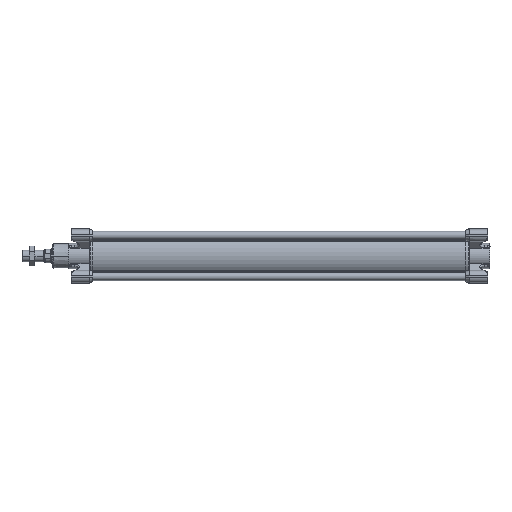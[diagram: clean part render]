
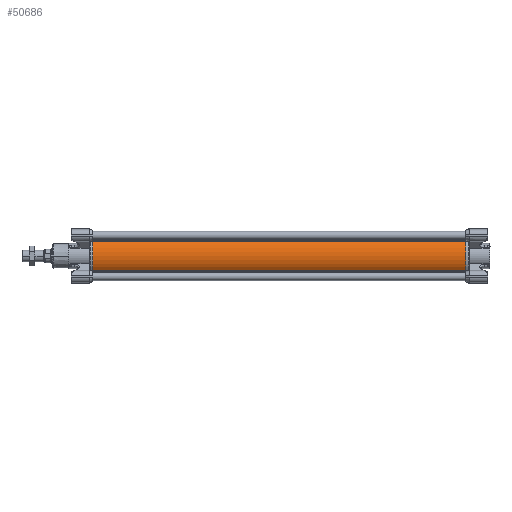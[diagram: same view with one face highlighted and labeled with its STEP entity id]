
A CAD part, left-side view. The second image highlights one B-rep face of the part: STEP entity #50686.
In plain terms, the highlighted cylindrical face has radius 42.5 mm (diameter 85 mm), a partial arc.
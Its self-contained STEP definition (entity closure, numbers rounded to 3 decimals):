
#597 = ORIENTED_EDGE ( 'NONE', *, *, #100414, .F. ) ;
#919 = ORIENTED_EDGE ( 'NONE', *, *, #127708, .T. ) ;
#3399 = LINE ( 'NONE', #25869, #9384 ) ;
#3731 = CARTESIAN_POINT ( 'NONE',  ( -34.081, 690., -25.391 ) ) ;
#9384 = VECTOR ( 'NONE', #53908, 1000. ) ;
#15681 = DIRECTION ( 'NONE',  ( 0., 0., -1. ) ) ;
#16714 = AXIS2_PLACEMENT_3D ( 'NONE', #104281, #139928, #15681 ) ;
#20498 = VERTEX_POINT ( 'NONE', #49949 ) ;
#25869 = CARTESIAN_POINT ( 'NONE',  ( -34.081, 638., 25.391 ) ) ;
#28903 = DIRECTION ( 'NONE',  ( 0., 0., 1. ) ) ;
#31767 = VERTEX_POINT ( 'NONE', #3731 ) ;
#32546 = VERTEX_POINT ( 'NONE', #71183 ) ;
#35538 = ORIENTED_EDGE ( 'NONE', *, *, #110902, .T. ) ;
#40057 = DIRECTION ( 'NONE',  ( 0., -1., 0. ) ) ;
#48410 = CIRCLE ( 'NONE', #16714, 42.5 ) ;
#49810 = VERTEX_POINT ( 'NONE', #63395 ) ;
#49949 = CARTESIAN_POINT ( 'NONE',  ( -34.081, 38., -25.391 ) ) ;
#50686 = ADVANCED_FACE ( 'NONE', ( #69380 ), #144735, .T. ) ;
#53577 = AXIS2_PLACEMENT_3D ( 'NONE', #54513, #81780, #28903 ) ;
#53908 = DIRECTION ( 'NONE',  ( 0., 1., 0. ) ) ;
#54513 = CARTESIAN_POINT ( 'NONE',  ( 0., 638., 0. ) ) ;
#60384 = EDGE_CURVE ( 'NONE', #32546, #20498, #48410, .T. ) ;
#63395 = CARTESIAN_POINT ( 'NONE',  ( -34.081, 690., 25.391 ) ) ;
#69380 = FACE_OUTER_BOUND ( 'NONE', #70846, .T. ) ;
#70846 = EDGE_LOOP ( 'NONE', ( #919, #597, #108173, #35538 ) ) ;
#71183 = CARTESIAN_POINT ( 'NONE',  ( -34.081, 38., 25.391 ) ) ;
#81446 = AXIS2_PLACEMENT_3D ( 'NONE', #127029, #40057, #142669 ) ;
#81780 = DIRECTION ( 'NONE',  ( 0., 1., 0. ) ) ;
#99429 = DIRECTION ( 'NONE',  ( 0., 1., 0. ) ) ;
#100414 = EDGE_CURVE ( 'NONE', #20498, #31767, #111878, .T. ) ;
#104281 = CARTESIAN_POINT ( 'NONE',  ( 0., 38., 0. ) ) ;
#108173 = ORIENTED_EDGE ( 'NONE', *, *, #60384, .F. ) ;
#110902 = EDGE_CURVE ( 'NONE', #32546, #49810, #3399, .T. ) ;
#111878 = LINE ( 'NONE', #136687, #122350 ) ;
#122350 = VECTOR ( 'NONE', #99429, 1000. ) ;
#127029 = CARTESIAN_POINT ( 'NONE',  ( 0., 690., 0. ) ) ;
#127708 = EDGE_CURVE ( 'NONE', #49810, #31767, #134120, .T. ) ;
#134120 = CIRCLE ( 'NONE', #81446, 42.5 ) ;
#136687 = CARTESIAN_POINT ( 'NONE',  ( -34.081, 638., -25.391 ) ) ;
#139928 = DIRECTION ( 'NONE',  ( 0., -1., 0. ) ) ;
#142669 = DIRECTION ( 'NONE',  ( 0., 0., -1. ) ) ;
#144735 = CYLINDRICAL_SURFACE ( 'NONE', #53577, 42.5 ) ;
